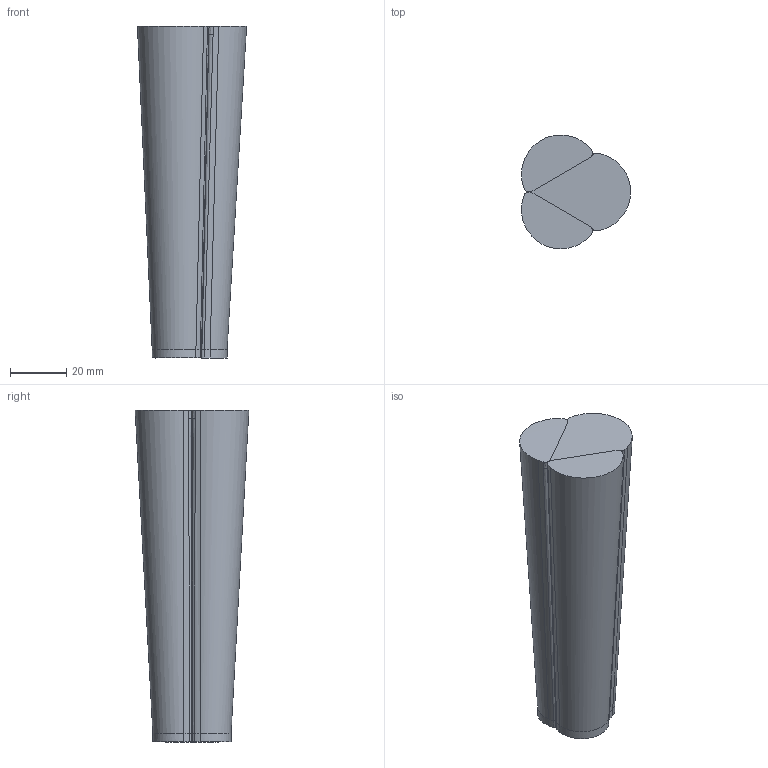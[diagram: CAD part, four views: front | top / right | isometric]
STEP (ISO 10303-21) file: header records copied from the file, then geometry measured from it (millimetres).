
FILE_DESCRIPTION(('FreeCAD Model'),'2;1');
FILE_NAME( 'Segment2.step' ,'2021-05-17T23:36:45',('Author'),(''), 'Open CASCADE STEP processor 7.3','FreeCAD','Unknown');
FILE_SCHEMA(('AUTOMOTIVE_DESIGN { 1 0 10303 214 1 1 1 1 }'));
Length unit declared in the file: millimetre
Products named in the file (1): non-groove-segment1
Bounding box: 38.81 x 40.45 x 118.08 mm (x, y, z)
Volume: 62614.3 mm3; surface area: 29896.4 mm2
Topology: 1 solids, 4 shells, 69 faces, 166 edges, 105 vertices
Faces by surface type: bspline 47, plane 22
Entity records: 15358 total; most frequent: CARTESIAN_POINT 12885, B_SPLINE_CURVE_WITH_KNOTS 406, ORIENTED_EDGE 332, PCURVE 332, DEFINITIONAL_REPRESENTATION 332, EDGE_CURVE 166, SURFACE_CURVE 166, DIRECTION 138
